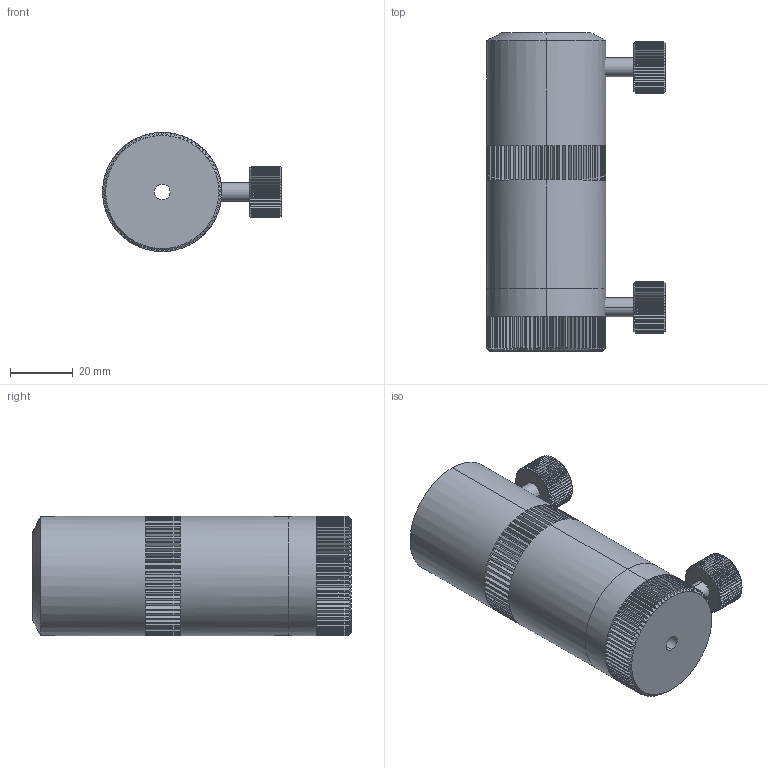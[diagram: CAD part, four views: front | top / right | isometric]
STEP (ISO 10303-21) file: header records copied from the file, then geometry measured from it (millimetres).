
FILE_DESCRIPTION (( 'STEP AP203' ), '1' );
FILE_NAME ('03MHI-4M.STEP', '2016-02-22T05:22:27', ( '' ), ( '' ), 'SwSTEP 2.0', 'SolidWorks 2016', '' );
FILE_SCHEMA (( 'CONFIG_CONTROL_DESIGN' ));
Length unit declared in the file: millimetre
Products named in the file (1): 03MHI-4M
Bounding box: 57 x 101.6 x 38 mm (x, y, z)
Surface area: 25518.6 mm2 (no closed solid volume)
Topology: 0 solids, 4 shells, 1132 faces, 3032 edges, 1968 vertices
Faces by surface type: plane 711, cone 301, cylinder 120
Entity records: 36019 total; most frequent: CARTESIAN_POINT 8085, ORIENTED_EDGE 6050, DIRECTION 5533, EDGE_CURVE 3032, VERTEX_POINT 1968, AXIS2_PLACEMENT_3D 1964, LINE 1605, VECTOR 1605
